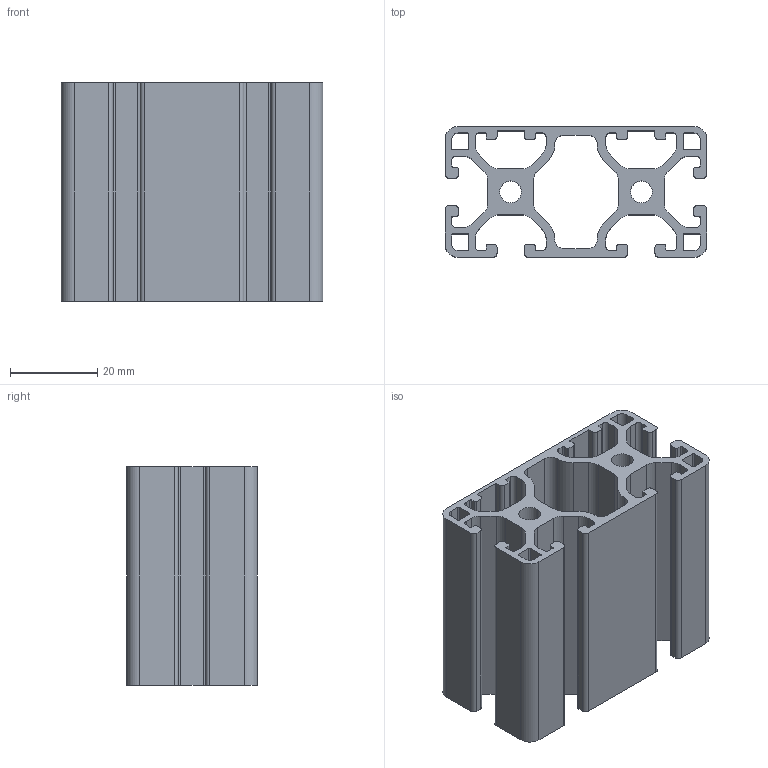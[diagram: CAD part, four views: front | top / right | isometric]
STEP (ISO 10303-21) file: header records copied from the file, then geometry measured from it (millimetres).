
FILE_DESCRIPTION (( 'STEP AP214' ), '1' );
FILE_NAME ('BASE06E0075-Profilé 6 60x30 2N léger.step', '2023-03-24T09:36:47', ( 'Altae' ), ( '' ), 'SwSTEP 2.0', 'SolidWorks 2021', '' );
FILE_SCHEMA (( 'AUTOMOTIVE_DESIGN' ));
Length unit declared in the file: millimetre
Products named in the file (1): BASE06E0075-Profilé 6 60x30 2N léger
Bounding box: 60 x 30 x 50 mm (x, y, z)
Volume: 31513 mm3; surface area: 30508.6 mm2
Topology: 1 solids, 1 shells, 238 faces, 708 edges, 472 vertices
Faces by surface type: cylinder 120, plane 118
Entity records: 8122 total; most frequent: DIRECTION 1426, CARTESIAN_POINT 1419, ORIENTED_EDGE 1416, EDGE_CURVE 708, AXIS2_PLACEMENT_3D 479, VERTEX_POINT 472, LINE 468, VECTOR 468
